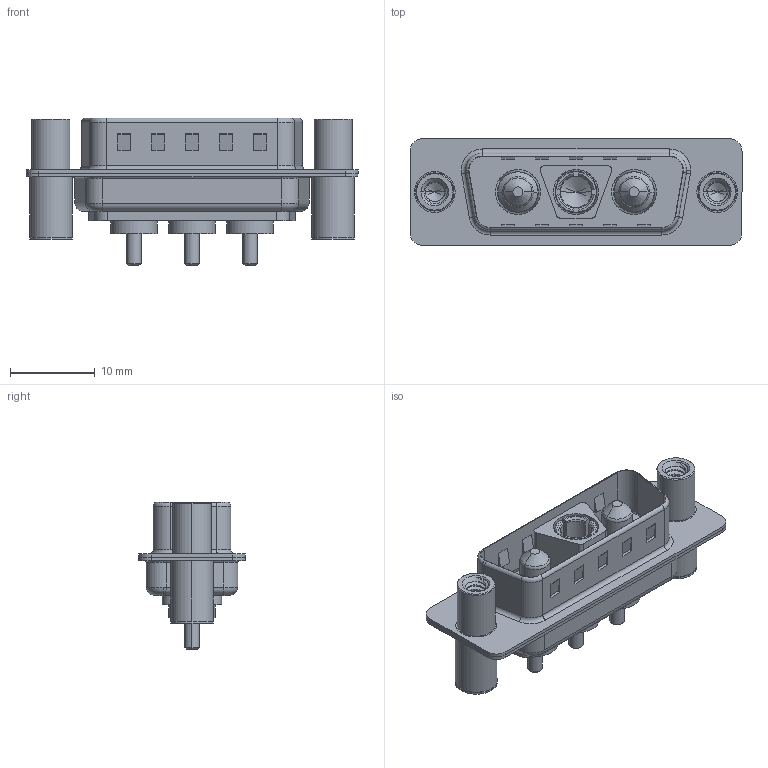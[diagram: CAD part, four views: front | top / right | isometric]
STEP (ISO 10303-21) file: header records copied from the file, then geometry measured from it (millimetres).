
FILE_DESCRIPTION (( 'STEP AP203' ), '1' );
FILE_NAME ('627-3WK3224-1T4.STEP', '2019-05-24T20:22:03', ( '' ), ( '' ), 'SwSTEP 2.0', 'SolidWorks 2016', '' );
FILE_SCHEMA (( 'CONFIG_CONTROL_DESIGN' ));
Length unit declared in the file: millimetre
Products named in the file (7): 627Combo Housing_3WK3; 627Combo Shell Rear_15 Contacts; 627Combo Shell Front_15 Contacts; 627Combo Threaded Standoff and Board Spacer_4; Power Socket_10A S; Power Pin_10A S; 627-3WK3224-1T4
Assembly tree (8 placements, depth 2):
  627-3WK3224-1T4
    627Combo Housing_3WK3
    627Combo Shell Rear_15 Contacts
    627Combo Shell Front_15 Contacts
    627Combo Threaded Standoff and Board Spacer_4  x2
    Power Socket_10A S
    Power Pin_10A S  x2
Bounding box: 39.15 x 12.6 x 17.4 mm (x, y, z)
Volume: 2394.6 mm3; surface area: 5571.5 mm2
Topology: 11 solids, 11 shells, 591 faces, 1479 edges, 927 vertices
Faces by surface type: cylinder 251, plane 199, torus 62, cone 61, bspline 18
Entity records: 17393 total; most frequent: CARTESIAN_POINT 5045, DIRECTION 2475, ORIENTED_EDGE 2404, EDGE_CURVE 1202, AXIS2_PLACEMENT_3D 932, VERTEX_POINT 762, VECTOR 611, LINE 611
